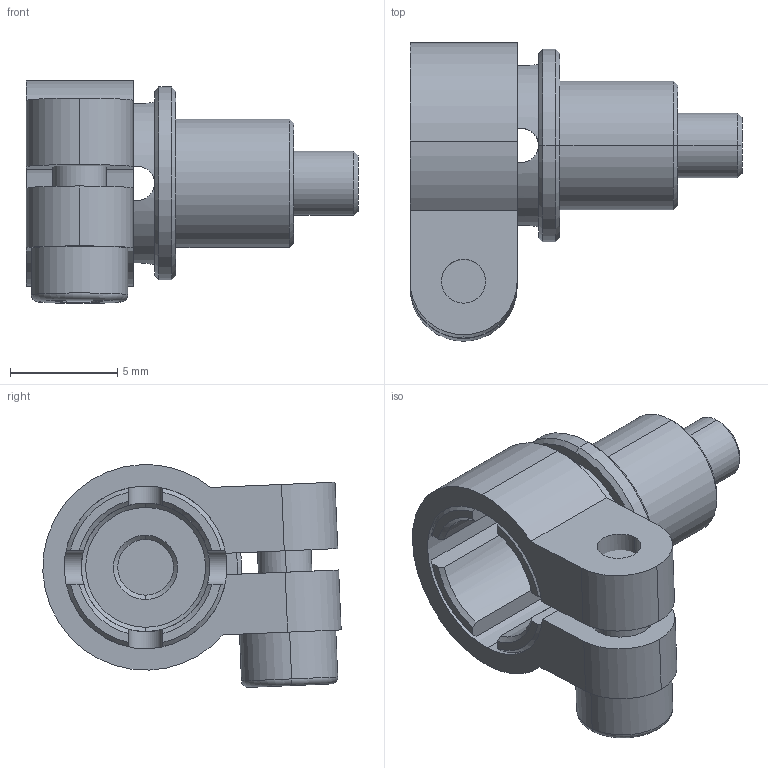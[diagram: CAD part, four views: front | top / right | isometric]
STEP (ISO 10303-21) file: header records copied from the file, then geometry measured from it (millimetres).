
FILE_DESCRIPTION (( 'STEP AP203' ), '1' );
FILE_NAME ('GCT-540101 俋倛芞.STEP', '2017-12-05T06:10:17', ( 'china' ), ( 'china' ), 'SwSTEP 2.0', 'SolidWorks 2015', '' );
FILE_SCHEMA (( 'CONFIG_CONTROL_DESIGN' ));
Length unit declared in the file: millimetre
Products named in the file (1): GCT-540101 俋倛芞
Bounding box: 15.5 x 13.93 x 10.4 mm (x, y, z)
Surface area: 1046.6 mm2 (no closed solid volume)
Topology: 0 solids, 5 shells, 92 faces, 230 edges, 145 vertices
Faces by surface type: cylinder 36, plane 36, cone 18, torus 2
Entity records: 2925 total; most frequent: CARTESIAN_POINT 646, DIRECTION 476, ORIENTED_EDGE 444, EDGE_CURVE 228, AXIS2_PLACEMENT_3D 187, VERTEX_POINT 145, VECTOR 102, LINE 102
